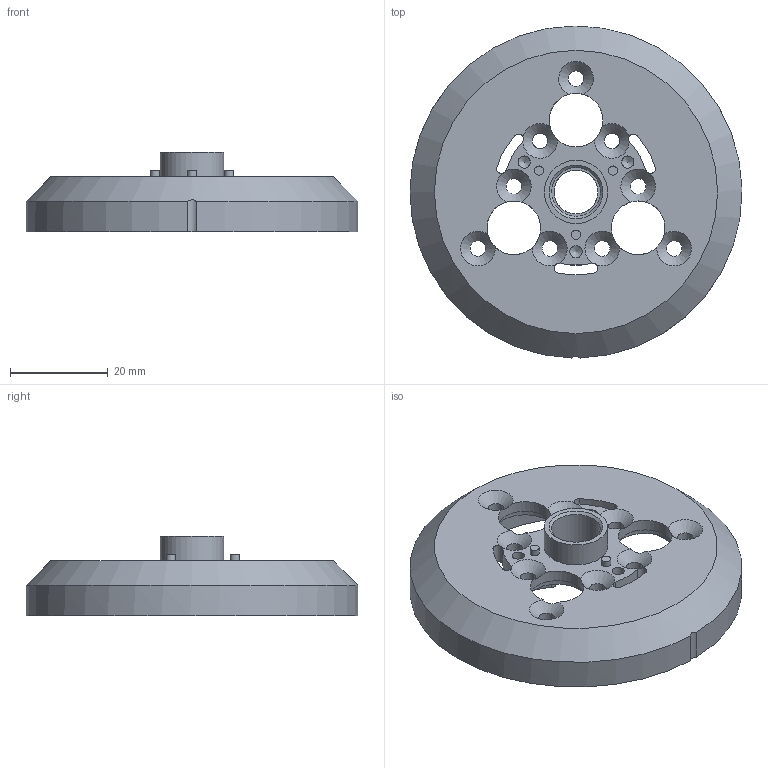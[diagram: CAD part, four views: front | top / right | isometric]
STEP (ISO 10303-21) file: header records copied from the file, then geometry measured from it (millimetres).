
FILE_DESCRIPTION(/* description */ ('STEP AP242','CAx-IF Rec.Pracs.---Representation and Presentation of Product Manufacturing Information (PMI)---4.0---2014-10-13','CAx-IF Rec.Pracs.---3D Tessellated Geometry---0.4---2014-09-14','2;1'),/* implementation_level */ '2;1');
FILE_NAME(/* name */ '64493ed319bbdd5467c1fd12',/* time_stamp */ '2023-04-26T15:10:12+00:00',/* author */ (''),/* organization */ (''),/* preprocessor_version */ 'ST-DEVELOPER v18.102',/* originating_system */ ' ',/* authorisation */ ' ');
FILE_SCHEMA (('AP242_MANAGED_MODEL_BASED_3D_ENGINEERING_MIM_LF { 1 0 10303 442 1 1 4 }'));
Length unit declared in the file: metre
Products named in the file (1): MP00001_Basement
Bounding box: 68 x 67.99 x 16.2 mm (x, y, z)
Volume: 17358.3 mm3; surface area: 13794 mm2
Topology: 1 solids, 1 shells, 185 faces, 535 edges, 356 vertices
Faces by surface type: cylinder 117, plane 45, cone 23
Full cylindrical faces by diameter (mm): 1.9 x3, 2.5 x9, 3 x3, 3.2 x9, 5.1 x3, 9 x1, 10 x1, 11 x3, 13 x4, 52 x1
Entity records: 5668 total; most frequent: DIRECTION 1062, CARTESIAN_POINT 1011, ORIENTED_EDGE 850, AXIS2_PLACEMENT_3D 467, EDGE_CURVE 425, VERTEX_POINT 318, FACE_BOUND 293, CIRCLE 281
